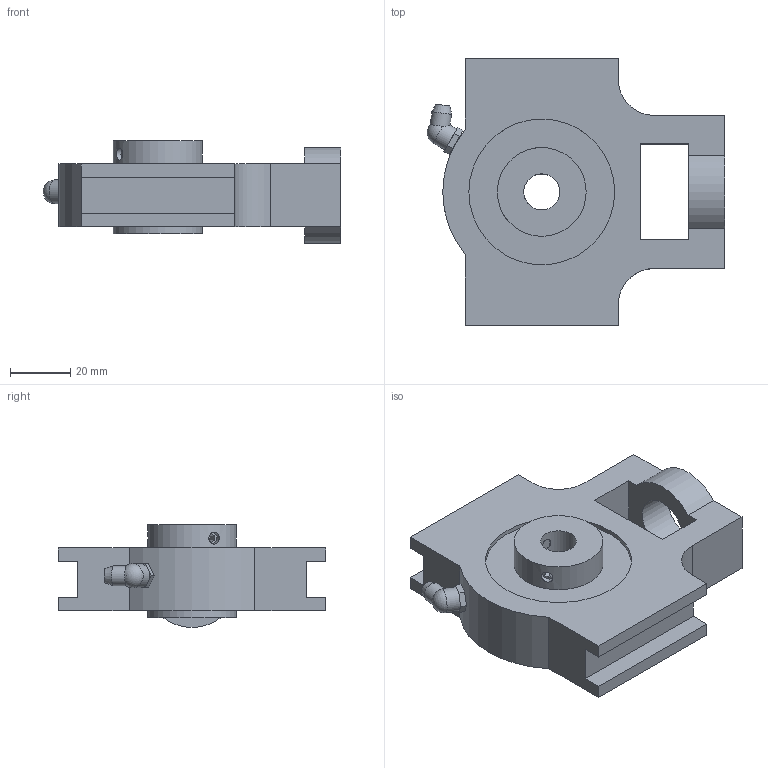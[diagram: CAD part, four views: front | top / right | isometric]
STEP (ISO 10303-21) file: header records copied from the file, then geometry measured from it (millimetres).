
FILE_DESCRIPTION( ( 'STEP AP203' ), '1' );
FILE_NAME( 'UCT201D1(12,D1).stp', '2019-08-08T07:42:37', ( '' ), ( '' ), ' ', 'PARTsolutions', ' ' );
FILE_SCHEMA( ( 'CONFIG_CONTROL_DESIGN' ) );
Length unit declared in the file: millimetre
Products named in the file (3): UCT201D1(12,D1); _UCT201D1UCT Housing; _GB-1/4-28UNFGNUCT
Assembly tree (2 placements, depth 2):
  UCT201D1(12,D1)
    _UCT201D1UCT Housing
    _GB-1/4-28UNFGNUCT
Bounding box: 99.19 x 89 x 34.3 mm (x, y, z)
Volume: 119694.3 mm3; surface area: 26238.5 mm2
Topology: 2 solids, 2 shells, 80 faces, 195 edges, 126 vertices
Faces by surface type: plane 59, cylinder 19, sphere 1, cone 1
Full cylindrical faces by diameter (mm): 4.019 x2, 6.6 x1, 8 x1, 12 x1, 19 x1, 29.6 x2, 48.6 x2
Entity records: 2580 total; most frequent: CARTESIAN_POINT 630, DIRECTION 376, ORIENTED_EDGE 358, EDGE_CURVE 179, LINE 134, VECTOR 134, VERTEX_POINT 123, AXIS2_PLACEMENT_3D 121
